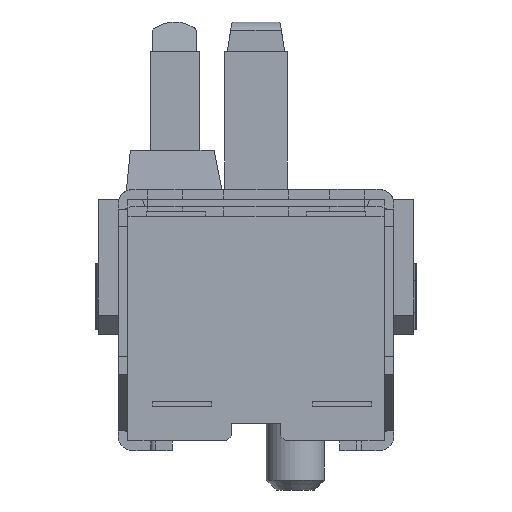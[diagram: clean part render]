
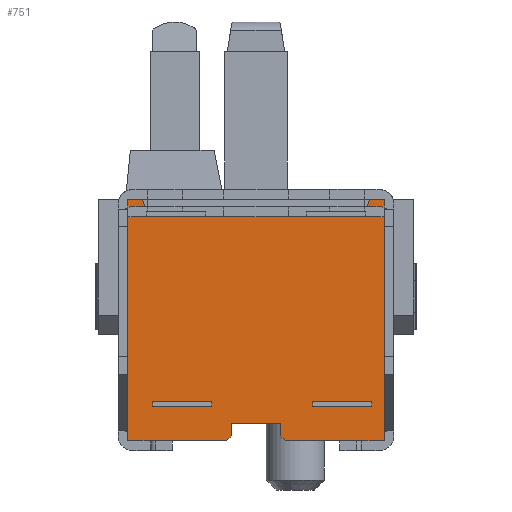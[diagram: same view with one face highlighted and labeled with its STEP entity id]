
A CAD part, front view. The second image highlights one B-rep face of the part: STEP entity #751.
In plain terms, the highlighted planar face has unit normal (0, -1, 0).
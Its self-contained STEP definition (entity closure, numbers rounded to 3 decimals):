
#751 = ADVANCED_FACE( '', ( #1559 ), #1560, .F. );
#1559 = FACE_OUTER_BOUND( '', #2428, .T. );
#1560 = PLANE( '', #2429 );
#2428 = EDGE_LOOP( '', ( #4690, #4691, #4692, #4693, #4694, #4695, #4696, #4697, #4698, #4699, #4700, #4701, #4702, #4703 ) );
#2429 = AXIS2_PLACEMENT_3D( '', #4704, #4705, #4706 );
#4690 = ORIENTED_EDGE( '', *, *, #6095, .T. );
#4691 = ORIENTED_EDGE( '', *, *, #5721, .T. );
#4692 = ORIENTED_EDGE( '', *, *, #5496, .F. );
#4693 = ORIENTED_EDGE( '', *, *, #5975, .F. );
#4694 = ORIENTED_EDGE( '', *, *, #6362, .T. );
#4695 = ORIENTED_EDGE( '', *, *, #6249, .F. );
#4696 = ORIENTED_EDGE( '', *, *, #6293, .F. );
#4697 = ORIENTED_EDGE( '', *, *, #6316, .T. );
#4698 = ORIENTED_EDGE( '', *, *, #6341, .T. );
#4699 = ORIENTED_EDGE( '', *, *, #6053, .F. );
#4700 = ORIENTED_EDGE( '', *, *, #5831, .T. );
#4701 = ORIENTED_EDGE( '', *, *, #5673, .T. );
#4702 = ORIENTED_EDGE( '', *, *, #6343, .F. );
#4703 = ORIENTED_EDGE( '', *, *, #6180, .T. );
#4704 = CARTESIAN_POINT( '', ( 2.6, -1.5, -4.55 ) );
#4705 = DIRECTION( '', ( 0., 1., 0. ) );
#4706 = DIRECTION( '', ( -1., 0., 0. ) );
#5496 = EDGE_CURVE( '', #6693, #6695, #6696, .T. );
#5673 = EDGE_CURVE( '', #7007, #7005, #7008, .T. );
#5721 = EDGE_CURVE( '', #7084, #6695, #7087, .T. );
#5831 = EDGE_CURVE( '', #7265, #7007, #7266, .T. );
#5975 = EDGE_CURVE( '', #7493, #6693, #7495, .T. );
#6053 = EDGE_CURVE( '', #7265, #7604, #7605, .T. );
#6095 = EDGE_CURVE( '', #7665, #7084, #7666, .T. );
#6180 = EDGE_CURVE( '', #7779, #7665, #7781, .T. );
#6249 = EDGE_CURVE( '', #7865, #7866, #7867, .T. );
#6293 = EDGE_CURVE( '', #7925, #7865, #7927, .T. );
#6316 = EDGE_CURVE( '', #7925, #7953, #7955, .T. );
#6341 = EDGE_CURVE( '', #7953, #7604, #7981, .T. );
#6343 = EDGE_CURVE( '', #7779, #7005, #7983, .T. );
#6362 = EDGE_CURVE( '', #7493, #7866, #8006, .T. );
#6693 = VERTEX_POINT( '', #8714 );
#6695 = VERTEX_POINT( '', #8717 );
#6696 = LINE( '', #8718, #8719 );
#7005 = VERTEX_POINT( '', #9158 );
#7007 = VERTEX_POINT( '', #9161 );
#7008 = LINE( '', #9162, #9163 );
#7084 = VERTEX_POINT( '', #9273 );
#7087 = LINE( '', #9278, #9279 );
#7265 = VERTEX_POINT( '', #9547 );
#7266 = LINE( '', #9548, #9549 );
#7493 = VERTEX_POINT( '', #9872 );
#7495 = LINE( '', #9875, #9876 );
#7604 = VERTEX_POINT( '', #10035 );
#7605 = LINE( '', #10036, #10037 );
#7665 = VERTEX_POINT( '', #10127 );
#7666 = LINE( '', #10128, #10129 );
#7779 = VERTEX_POINT( '', #10295 );
#7781 = LINE( '', #10298, #10299 );
#7865 = VERTEX_POINT( '', #10419 );
#7866 = VERTEX_POINT( '', #10420 );
#7867 = LINE( '', #10421, #10422 );
#7925 = VERTEX_POINT( '', #10508 );
#7927 = LINE( '', #10511, #10512 );
#7953 = VERTEX_POINT( '', #10554 );
#7955 = LINE( '', #10557, #10558 );
#7981 = LINE( '', #10597, #10598 );
#7983 = LINE( '', #10600, #10601 );
#8006 = LINE( '', #10633, #10634 );
#8714 = CARTESIAN_POINT( '', ( -2.6, -1.5, -4.55 ) );
#8717 = CARTESIAN_POINT( '', ( -2.6, -1.5, 0.35 ) );
#8718 = CARTESIAN_POINT( '', ( -2.6, -1.5, -4.55 ) );
#8719 = VECTOR( '', #10974, 1000. );
#9158 = CARTESIAN_POINT( '', ( 2.3, -1.5, 0.35 ) );
#9161 = CARTESIAN_POINT( '', ( 2.6, -1.5, 0.35 ) );
#9162 = CARTESIAN_POINT( '', ( 2.6, -1.5, 0.35 ) );
#9163 = VECTOR( '', #11154, 1000. );
#9273 = CARTESIAN_POINT( '', ( -2.3, -1.5, 0.35 ) );
#9278 = CARTESIAN_POINT( '', ( -2.2, -1.5, 0.35 ) );
#9279 = VECTOR( '', #11200, 1000. );
#9547 = CARTESIAN_POINT( '', ( 2.6, -1.5, -4.55 ) );
#9548 = CARTESIAN_POINT( '', ( 2.6, -1.5, -4.55 ) );
#9549 = VECTOR( '', #11291, 1000. );
#9872 = CARTESIAN_POINT( '', ( -0.6, -1.5, -4.55 ) );
#9875 = CARTESIAN_POINT( '', ( 2.6, -1.5, -4.55 ) );
#9876 = VECTOR( '', #11443, 1000. );
#10035 = CARTESIAN_POINT( '', ( 0.6, -1.5, -4.55 ) );
#10036 = CARTESIAN_POINT( '', ( 2.6, -1.5, -4.55 ) );
#10037 = VECTOR( '', #11515, 1000. );
#10127 = CARTESIAN_POINT( '', ( -2.2, -1.5, 0. ) );
#10128 = CARTESIAN_POINT( '', ( -2.2, -1.5, 0. ) );
#10129 = VECTOR( '', #11549, 1000. );
#10295 = CARTESIAN_POINT( '', ( 2.2, -1.5, 0. ) );
#10298 = CARTESIAN_POINT( '', ( 2.6, -1.5, 0. ) );
#10299 = VECTOR( '', #11625, 1000. );
#10419 = CARTESIAN_POINT( '', ( -0.5, -1.5, -4.2 ) );
#10420 = CARTESIAN_POINT( '', ( -0.5, -1.5, -4.45 ) );
#10421 = CARTESIAN_POINT( '', ( -0.5, -1.5, -4.2 ) );
#10422 = VECTOR( '', #11680, 1000. );
#10508 = CARTESIAN_POINT( '', ( 0.5, -1.5, -4.2 ) );
#10511 = CARTESIAN_POINT( '', ( 0.5, -1.5, -4.2 ) );
#10512 = VECTOR( '', #11713, 1000. );
#10554 = CARTESIAN_POINT( '', ( 0.5, -1.5, -4.45 ) );
#10557 = CARTESIAN_POINT( '', ( 0.5, -1.5, -4.2 ) );
#10558 = VECTOR( '', #11731, 1000. );
#10597 = CARTESIAN_POINT( '', ( 0.5, -1.5, -4.45 ) );
#10598 = VECTOR( '', #11754, 1000. );
#10600 = CARTESIAN_POINT( '', ( 2.2, -1.5, 0. ) );
#10601 = VECTOR( '', #11755, 1000. );
#10633 = CARTESIAN_POINT( '', ( -0.5, -1.5, -4.45 ) );
#10634 = VECTOR( '', #11768, 1000. );
#10974 = DIRECTION( '', ( 0., 0., 1. ) );
#11154 = DIRECTION( '', ( -1., 0., 0. ) );
#11200 = DIRECTION( '', ( -1., 0., 0. ) );
#11291 = DIRECTION( '', ( 0., 0., 1. ) );
#11443 = DIRECTION( '', ( -1., 0., 0. ) );
#11515 = DIRECTION( '', ( -1., 0., 0. ) );
#11549 = DIRECTION( '', ( -0.275, 0., 0.962 ) );
#11625 = DIRECTION( '', ( -1., 0., 0. ) );
#11680 = DIRECTION( '', ( 0., 0., -1. ) );
#11713 = DIRECTION( '', ( -1., 0., 0. ) );
#11731 = DIRECTION( '', ( 0., 0., -1. ) );
#11754 = DIRECTION( '', ( 0.707, 0., -0.707 ) );
#11755 = DIRECTION( '', ( 0.275, 0., 0.962 ) );
#11768 = DIRECTION( '', ( 0.707, 0., 0.707 ) );
